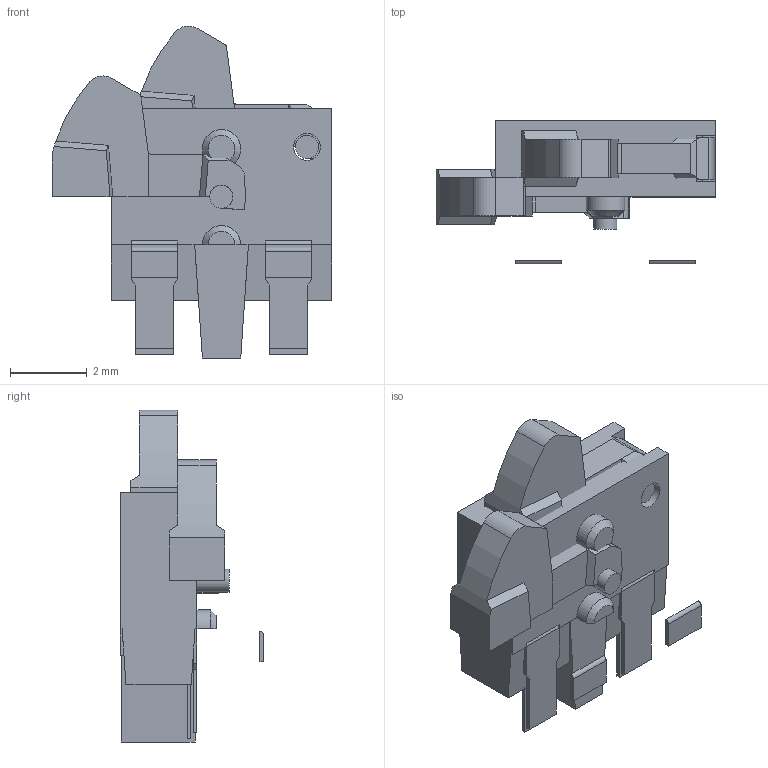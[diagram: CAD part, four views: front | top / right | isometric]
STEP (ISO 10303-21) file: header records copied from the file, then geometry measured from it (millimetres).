
FILE_DESCRIPTION( ( 'Unknown' ), '1' );
FILE_NAME( 'ese22mh22-std-sk.stp', 'Unknown', ( 'Unknown' ), ( 'Unknown' ), 'PSStep 10.0', 'Unknown', ' ' );
FILE_SCHEMA( ( 'AUTOMOTIVE_DESIGN { 1 0 10303 214 1 1 1 1 }' ) );
Length unit declared in the file: millimetre
Products named in the file (7): Assem1; e22cs4aa-mh-pc-r00; sw-3d-131-e22lv12a-sk-r00; sw-3d-131-e22ts16mh(std)-sk-r00
Bounding box: 7.29 x 3.74 x 8.65 mm (x, y, z)
Volume: 138.3 mm3; surface area: 339.6 mm2
Topology: 12 solids, 12 shells, 244 faces, 654 edges, 434 vertices
Faces by surface type: plane 214, cylinder 26, cone 4
Full cylindrical faces by diameter (mm): 0.6 x2, 0.7 x2, 1 x2
Entity records: 4806 total; most frequent: CARTESIAN_POINT 660, ORIENTED_EDGE 636, DIRECTION 612, EDGE_CURVE 318, LINE 282, VECTOR 282, VERTEX_POINT 213, AXIS2_PLACEMENT_3D 165
